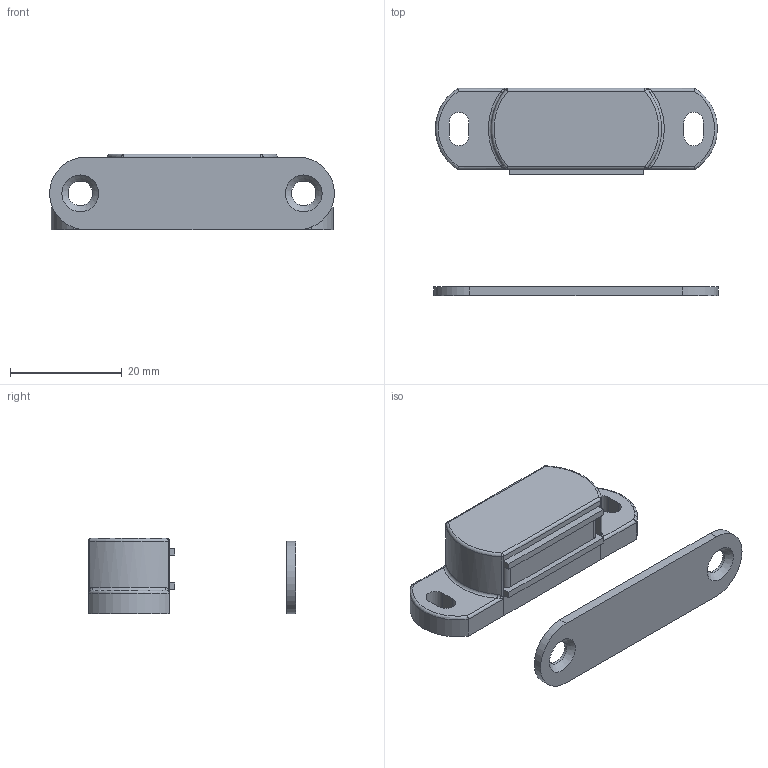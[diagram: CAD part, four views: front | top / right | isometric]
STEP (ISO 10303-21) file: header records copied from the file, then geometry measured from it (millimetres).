
FILE_DESCRIPTION(/* description */ (''),/* implementation_level */ '2;1');
FILE_NAME(/* name */ 'DR_B-MPVC42.stp',/* time_stamp */ '2023-02-23T11:27:52+09:00',/* author */ ('user'),/* organization */ (''),/* preprocessor_version */ 'ST-DEVELOPER v15.6',/* originating_system */ 'Autodesk Inventor 2015',/* authorisation */ '');
FILE_SCHEMA (('AUTOMOTIVE_DESIGN { 1 0 10303 214 3 1 1 }'));
Length unit declared in the file: millimetre
Products named in the file (3): DR_B-MPVC42; B-M40
Bounding box: 51 x 37.1 x 13.5 mm (x, y, z)
Volume: 6813.3 mm3; surface area: 8238 mm2
Topology: 6 solids, 6 shells, 114 faces, 273 edges, 169 vertices
Faces by surface type: plane 60, cylinder 33, bspline 8, torus 6, sphere 4, cone 3
Full cylindrical faces by diameter (mm): 4 x3, 4.4 x2
Entity records: 3469 total; most frequent: CARTESIAN_POINT 773, DIRECTION 552, ORIENTED_EDGE 518, EDGE_CURVE 259, AXIS2_PLACEMENT_3D 194, VERTEX_POINT 167, LINE 164, VECTOR 164
